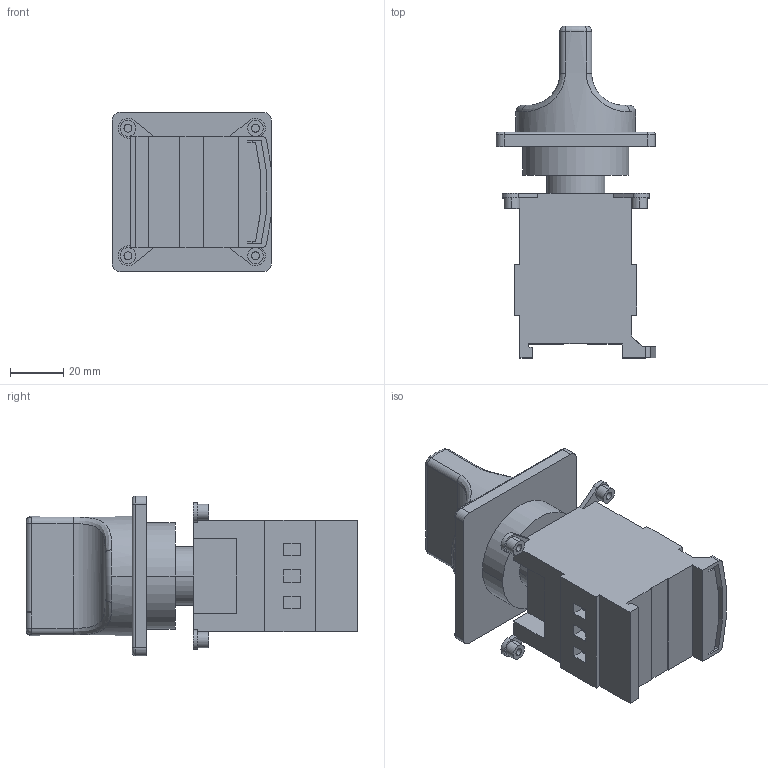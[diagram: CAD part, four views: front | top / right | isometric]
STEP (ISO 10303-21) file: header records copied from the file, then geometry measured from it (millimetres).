
FILE_DESCRIPTION((''),'2;1');
FILE_NAME('VBDN20','2016-04-21T',('SESA328007'),('Schneider-Electric'),'PRO/ENGINEER BY PARAMETRIC TECHNOLOGY CORPORATION, 2014310','PRO/ENGINEER BY PARAMETRIC TECHNOLOGY CORPORATION, 2014310','');
FILE_SCHEMA(('CONFIG_CONTROL_DESIGN'));
Length unit declared in the file: millimetre
Products named in the file (1): VBDN20
Bounding box: 60.2 x 124.9 x 60 mm (x, y, z)
Volume: 167402.9 mm3; surface area: 32575.8 mm2
Topology: 1 solids, 1 shells, 211 faces, 539 edges, 350 vertices
Faces by surface type: plane 128, cylinder 67, torus 8, bspline 8
Entity records: 7023 total; most frequent: CARTESIAN_POINT 1756, DIRECTION 1087, ORIENTED_EDGE 1078, EDGE_CURVE 539, VECTOR 377, LINE 377, AXIS2_PLACEMENT_3D 355, VERTEX_POINT 350
